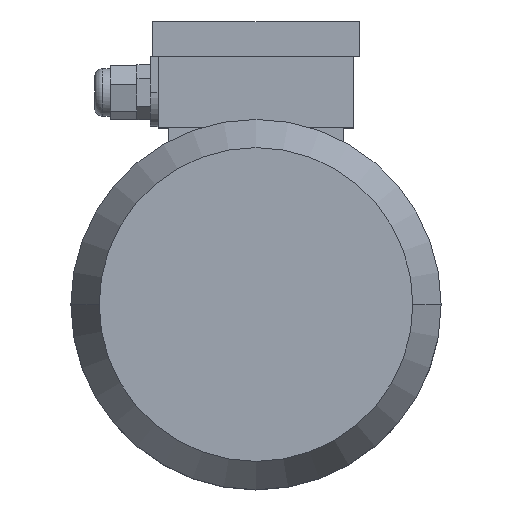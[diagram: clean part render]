
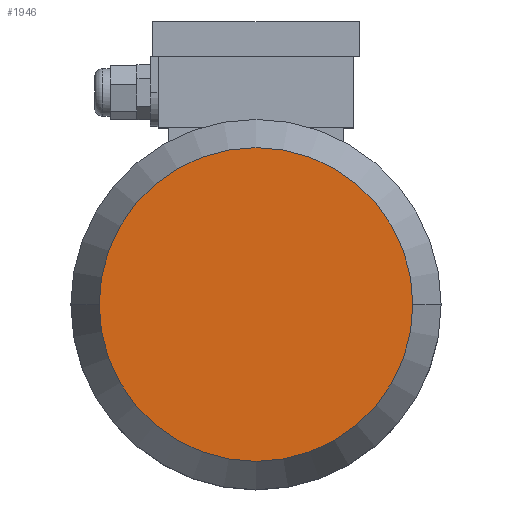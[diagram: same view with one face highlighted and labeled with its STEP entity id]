
A CAD part, top view. The second image highlights one B-rep face of the part: STEP entity #1946.
In plain terms, the highlighted planar face has unit normal (0, 0, 1).
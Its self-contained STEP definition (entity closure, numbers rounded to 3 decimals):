
#10 = PLANE ( 'NONE',  #1782 ) ;
#211 = EDGE_CURVE ( 'NONE', #1294, #3142, #2564, .T. ) ;
#306 = FACE_OUTER_BOUND ( 'NONE', #4721, .T. ) ;
#623 = ORIENTED_EDGE ( 'NONE', *, *, #4731, .T. ) ;
#911 = DIRECTION ( 'NONE',  ( 1., 0., 0. ) ) ;
#1042 = CARTESIAN_POINT ( 'NONE',  ( 0., 0., 74. ) ) ;
#1288 = CARTESIAN_POINT ( 'NONE',  ( 59.3, 0., 74. ) ) ;
#1294 = VERTEX_POINT ( 'NONE', #1288 ) ;
#1327 = CARTESIAN_POINT ( 'NONE',  ( -59.3, 0., 74. ) ) ;
#1439 = DIRECTION ( 'NONE',  ( 0., 0., 1. ) ) ;
#1594 = DIRECTION ( 'NONE',  ( 0., 0., 1. ) ) ;
#1624 = CIRCLE ( 'NONE', #3735, 59.3 ) ;
#1782 = AXIS2_PLACEMENT_3D ( 'NONE', #4843, #3415, #4290 ) ;
#1946 = ADVANCED_FACE ( 'NONE', ( #306 ), #10, .T. ) ;
#2016 = CARTESIAN_POINT ( 'NONE',  ( 0., 0., 74. ) ) ;
#2564 = CIRCLE ( 'NONE', #5028, 59.3 ) ;
#3142 = VERTEX_POINT ( 'NONE', #1327 ) ;
#3388 = DIRECTION ( 'NONE',  ( 1., 0., 0. ) ) ;
#3415 = DIRECTION ( 'NONE',  ( 0., 0., 1. ) ) ;
#3735 = AXIS2_PLACEMENT_3D ( 'NONE', #1042, #1439, #3388 ) ;
#4290 = DIRECTION ( 'NONE',  ( 1., 0., 0. ) ) ;
#4547 = ORIENTED_EDGE ( 'NONE', *, *, #211, .T. ) ;
#4721 = EDGE_LOOP ( 'NONE', ( #623, #4547 ) ) ;
#4731 = EDGE_CURVE ( 'NONE', #3142, #1294, #1624, .T. ) ;
#4843 = CARTESIAN_POINT ( 'NONE',  ( 0., 0., 74. ) ) ;
#5028 = AXIS2_PLACEMENT_3D ( 'NONE', #2016, #1594, #911 ) ;
